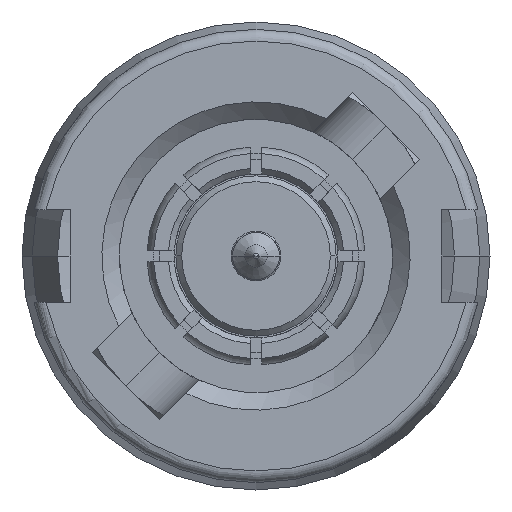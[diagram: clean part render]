
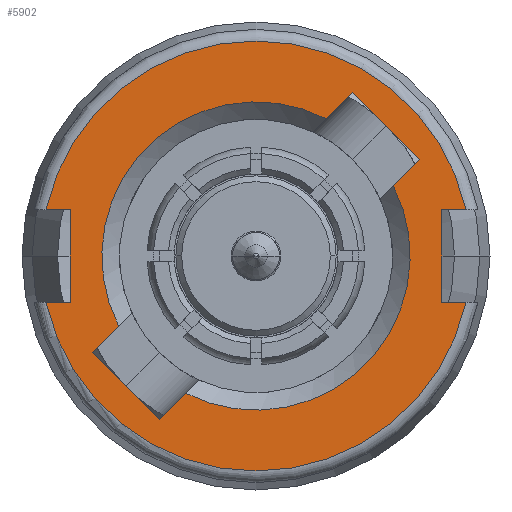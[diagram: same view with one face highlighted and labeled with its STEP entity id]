
A CAD part, left-side view. The second image highlights one B-rep face of the part: STEP entity #5902.
In plain terms, the highlighted planar face has unit normal (-1, 0, 0).
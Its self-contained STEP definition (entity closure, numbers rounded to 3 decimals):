
#4619=CARTESIAN_POINT('',(-12.39,0.,0.));
#4620=DIRECTION('',(1.,0.,0.));
#4621=DIRECTION('',(0.,-0.89,0.456));
#4622=AXIS2_PLACEMENT_3D('',#4619,#4620,#4621);
#4624=DIRECTION('',(0.,-0.707,-0.707));
#4625=VECTOR('',#4624,1.62);
#4626=CARTESIAN_POINT('',(-12.39,-1.655,2.8));
#4627=LINE('',#4626,#4625);
#4628=CARTESIAN_POINT('',(-12.39,0.,0.));
#4629=DIRECTION('',(1.,0.,0.));
#4630=DIRECTION('',(0.,0.89,-0.456));
#4631=AXIS2_PLACEMENT_3D('',#4628,#4629,#4630);
#4633=DIRECTION('',(0.,0.707,0.707));
#4634=VECTOR('',#4633,1.62);
#4635=CARTESIAN_POINT('',(-12.39,1.655,-2.8));
#4636=LINE('',#4635,#4634);
#4637=DIRECTION('',(0.,1.,0.));
#4638=VECTOR('',#4637,0.414);
#4639=CARTESIAN_POINT('',(-12.39,-3.589,0.79));
#4640=LINE('',#4639,#4638);
#4641=DIRECTION('',(0.,0.,-1.));
#4642=VECTOR('',#4641,1.58);
#4643=CARTESIAN_POINT('',(-12.39,-3.175,0.79));
#4644=LINE('',#4643,#4642);
#4645=DIRECTION('',(0.,-1.,0.));
#4646=VECTOR('',#4645,0.414);
#4647=CARTESIAN_POINT('',(-12.39,-3.175,-0.79));
#4648=LINE('',#4647,#4646);
#4649=DIRECTION('',(0.,-1.,0.));
#4650=VECTOR('',#4649,0.414);
#4651=CARTESIAN_POINT('',(-12.39,3.589,-0.79));
#4652=LINE('',#4651,#4650);
#4653=DIRECTION('',(0.,0.,1.));
#4654=VECTOR('',#4653,1.58);
#4655=CARTESIAN_POINT('',(-12.39,3.175,-0.79));
#4656=LINE('',#4655,#4654);
#4657=DIRECTION('',(0.,1.,0.));
#4658=VECTOR('',#4657,0.414);
#4659=CARTESIAN_POINT('',(-12.39,3.175,0.79));
#4660=LINE('',#4659,#4658);
#4661=CARTESIAN_POINT('',(-12.39,1.2,
-2.346));
#4667=DIRECTION('',(0.,0.707,-0.707));
#4668=VECTOR('',#4667,0.643);
#4669=CARTESIAN_POINT('',(-12.39,1.2,
-2.346));
#4670=LINE('',#4669,#4668);
#4679=CARTESIAN_POINT('',(-12.39,-2.346,
1.2));
#4689=DIRECTION('',(0.,0.707,-0.707));
#4690=VECTOR('',#4689,0.643);
#4691=CARTESIAN_POINT('',(-12.39,-2.8,1.655));
#4692=LINE('',#4691,#4690);
#4697=CARTESIAN_POINT('',(-12.39,-1.2,
2.346));
#4703=DIRECTION('',(0.,-0.707,0.707));
#4704=VECTOR('',#4703,0.643);
#4705=CARTESIAN_POINT('',(-12.39,-1.2,
2.346));
#4706=LINE('',#4705,#4704);
#4715=CARTESIAN_POINT('',(-12.39,2.346,
-1.2));
#4725=DIRECTION('',(0.,-0.707,0.707));
#4726=VECTOR('',#4725,0.643);
#4727=CARTESIAN_POINT('',(-12.39,2.8,-1.655));
#4728=LINE('',#4727,#4726);
#5314=CARTESIAN_POINT('',(-12.39,0.,0.));
#5315=DIRECTION('',(-1.,0.,0.));
#5316=DIRECTION('',(0.,0.977,-0.215));
#5317=AXIS2_PLACEMENT_3D('',#5314,#5315,#5316);
#5362=CARTESIAN_POINT('',(-12.39,0.,0.));
#5363=DIRECTION('',(-1.,0.,0.));
#5364=DIRECTION('',(0.,-0.977,0.215));
#5365=AXIS2_PLACEMENT_3D('',#5362,#5363,#5364);
#5735=VERTEX_POINT('',#4661);
#5739=VERTEX_POINT('',#4679);
#5740=VERTEX_POINT('',#4697);
#5744=VERTEX_POINT('',#4715);
#5793=CARTESIAN_POINT('',(-12.39,-3.175,0.79));
#5795=VERTEX_POINT('',#5793);
#5797=CARTESIAN_POINT('',(-12.39,-3.175,-0.79));
#5799=VERTEX_POINT('',#5797);
#5801=CARTESIAN_POINT('',(-12.39,3.175,-0.79));
#5803=VERTEX_POINT('',#5801);
#5805=CARTESIAN_POINT('',(-12.39,3.175,0.79));
#5807=VERTEX_POINT('',#5805);
#5813=CARTESIAN_POINT('',(-12.39,-3.589,0.79));
#5814=VERTEX_POINT('',#5813);
#5815=CARTESIAN_POINT('',(-12.39,-3.589,-0.79));
#5816=VERTEX_POINT('',#5815);
#5817=CARTESIAN_POINT('',(-12.39,3.589,-0.79));
#5818=VERTEX_POINT('',#5817);
#5819=CARTESIAN_POINT('',(-12.39,3.589,0.79));
#5820=VERTEX_POINT('',#5819);
#5845=CARTESIAN_POINT('',(-12.39,1.655,-2.8));
#5846=CARTESIAN_POINT('',(-12.39,2.8,-1.655));
#5847=VERTEX_POINT('',#5845);
#5848=VERTEX_POINT('',#5846);
#5849=CARTESIAN_POINT('',(-12.39,-1.655,2.8));
#5850=CARTESIAN_POINT('',(-12.39,-2.8,1.655));
#5851=VERTEX_POINT('',#5849);
#5852=VERTEX_POINT('',#5850);
#5861=CARTESIAN_POINT('',(-12.39,0.,0.));
#5862=DIRECTION('',(-1.,0.,0.));
#5863=DIRECTION('',(0.,-0.707,0.707));
#5864=AXIS2_PLACEMENT_3D('',#5861,#5862,#5863);
#5865=PLANE('',#5864);
#5867=ORIENTED_EDGE('',*,*,#5866,.T.);
#5869=ORIENTED_EDGE('',*,*,#5868,.T.);
#5871=ORIENTED_EDGE('',*,*,#5870,.T.);
#5873=ORIENTED_EDGE('',*,*,#5872,.F.);
#5875=ORIENTED_EDGE('',*,*,#5874,.T.);
#5877=ORIENTED_EDGE('',*,*,#5876,.T.);
#5879=ORIENTED_EDGE('',*,*,#5878,.T.);
#5881=ORIENTED_EDGE('',*,*,#5880,.F.);
#5882=EDGE_LOOP('',(#5867,#5869,#5871,#5873,#5875,#5877,#5879,#5881));
#5883=FACE_OUTER_BOUND('',#5882,.F.);
#5885=ORIENTED_EDGE('',*,*,#5884,.F.);
#5887=ORIENTED_EDGE('',*,*,#5886,.F.);
#5889=ORIENTED_EDGE('',*,*,#5888,.F.);
#5891=ORIENTED_EDGE('',*,*,#5890,.F.);
#5893=ORIENTED_EDGE('',*,*,#5892,.F.);
#5895=ORIENTED_EDGE('',*,*,#5894,.F.);
#5897=ORIENTED_EDGE('',*,*,#5896,.F.);
#5899=ORIENTED_EDGE('',*,*,#5898,.F.);
#5900=EDGE_LOOP('',(#5885,#5887,#5889,#5891,#5893,#5895,#5897,#5899));
#5901=FACE_BOUND('',#5900,.F.);
#4623=CIRCLE('',#4622,2.635);
#4632=CIRCLE('',#4631,2.635);
#5318=CIRCLE('',#5317,3.675);
#5366=CIRCLE('',#5365,3.675);
#5866=EDGE_CURVE('',#5814,#5795,#4640,.T.);
#5868=EDGE_CURVE('',#5795,#5799,#4644,.T.);
#5870=EDGE_CURVE('',#5799,#5816,#4648,.T.);
#5872=EDGE_CURVE('',#5818,#5816,#5318,.T.);
#5874=EDGE_CURVE('',#5818,#5803,#4652,.T.);
#5876=EDGE_CURVE('',#5803,#5807,#4656,.T.);
#5878=EDGE_CURVE('',#5807,#5820,#4660,.T.);
#5880=EDGE_CURVE('',#5814,#5820,#5366,.T.);
#5884=EDGE_CURVE('',#5739,#5735,#4623,.T.);
#5886=EDGE_CURVE('',#5852,#5739,#4692,.T.);
#5888=EDGE_CURVE('',#5851,#5852,#4627,.T.);
#5890=EDGE_CURVE('',#5740,#5851,#4706,.T.);
#5892=EDGE_CURVE('',#5744,#5740,#4632,.T.);
#5894=EDGE_CURVE('',#5848,#5744,#4728,.T.);
#5896=EDGE_CURVE('',#5847,#5848,#4636,.T.);
#5898=EDGE_CURVE('',#5735,#5847,#4670,.T.);
#5902=ADVANCED_FACE('',(#5883,#5901),#5865,.T.);
